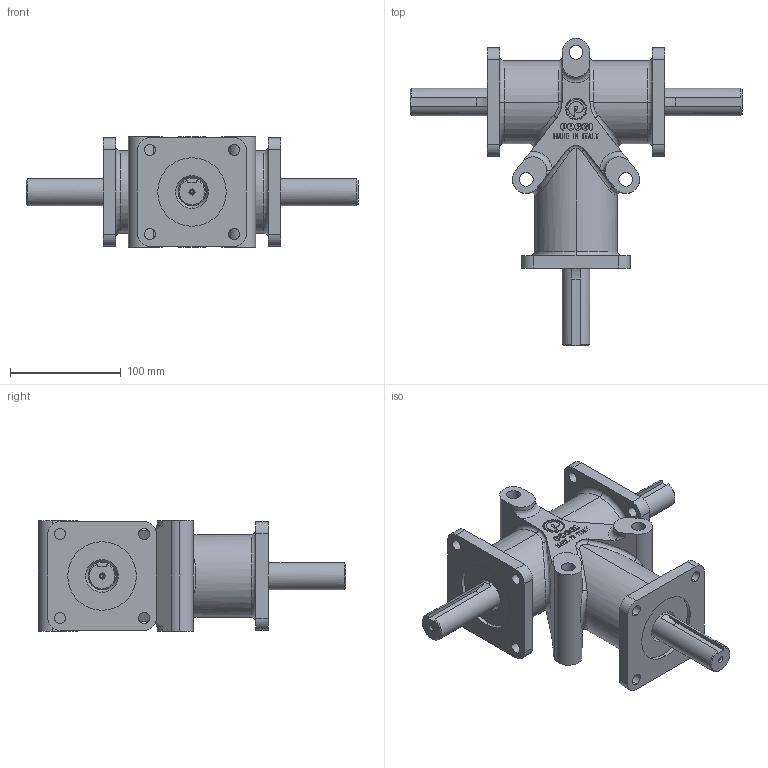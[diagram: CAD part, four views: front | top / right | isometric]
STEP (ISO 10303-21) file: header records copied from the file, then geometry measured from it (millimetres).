
FILE_DESCRIPTION(('STEP AP214'),'1');
FILE_NAME('185033111.stp','2017-01-12T13:04:06',('TraceParts'),('TraceParts S.A.'),'Spatial InterOp 3D',' ',' ');
FILE_SCHEMA(('automotive_design'));
Length unit declared in the file: millimetre
Products named in the file (1): 1
Bounding box: 300 x 277.5 x 100 mm (x, y, z)
Volume: 1682278.6 mm3; surface area: 167930.7 mm2
Topology: 1 solids, 1 shells, 795 faces, 2193 edges, 1456 vertices
Faces by surface type: plane 373, extrusion 250, cylinder 114, cone 24, torus 20, bspline 14
Entity records: 46455 total; most frequent: CARTESIAN_POINT 20957, ORIENTED_EDGE 4374, DIRECTION 3083, EDGE_CURVE 2187, VERTEX_POINT 1456, VECTOR 1379, LINE 1129, B_SPLINE_CURVE_WITH_KNOTS 988
